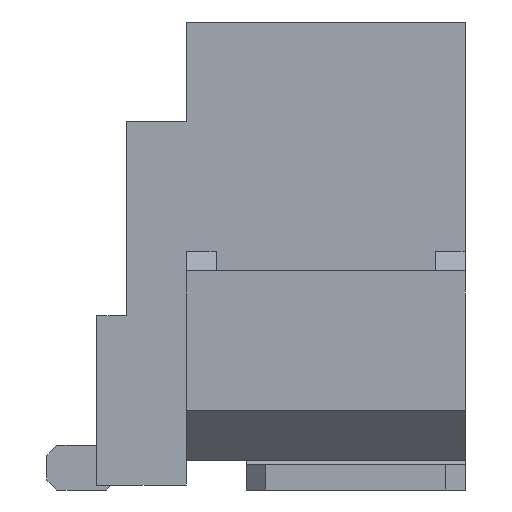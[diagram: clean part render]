
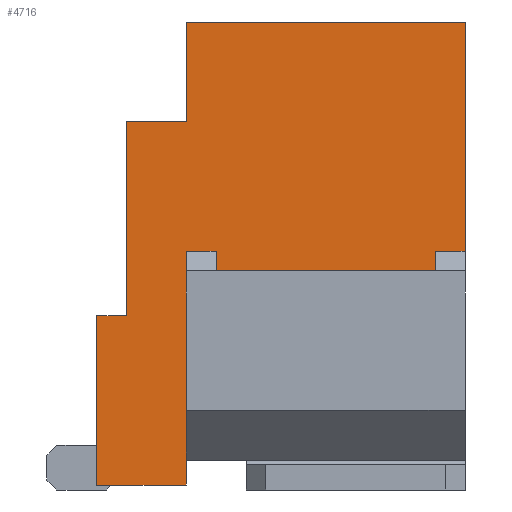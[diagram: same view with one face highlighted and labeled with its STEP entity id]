
A CAD part, left-side view. The second image highlights one B-rep face of the part: STEP entity #4716.
In plain terms, the highlighted planar face has unit normal (-1, 0, 0).
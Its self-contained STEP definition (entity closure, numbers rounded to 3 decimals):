
#130 = EDGE_CURVE ( 'NONE', #1911, #2346, #9929, .T. ) ;
#147 = VECTOR ( 'NONE', #20408, 1000. ) ;
#261 = DIRECTION ( 'NONE',  ( 0., 1., 0. ) ) ;
#273 = VECTOR ( 'NONE', #261, 1000. ) ;
#354 = ORIENTED_EDGE ( 'NONE', *, *, #15831, .F. ) ;
#393 = DIRECTION ( 'NONE',  ( 0., -1., 0. ) ) ;
#453 = LINE ( 'NONE', #5560, #4997 ) ;
#842 = VECTOR ( 'NONE', #11585, 1000. ) ;
#1186 = VERTEX_POINT ( 'NONE', #10626 ) ;
#1646 = VERTEX_POINT ( 'NONE', #19134 ) ;
#1911 = VERTEX_POINT ( 'NONE', #3523 ) ;
#2050 = CARTESIAN_POINT ( 'NONE',  ( -10.25, 1.7, 2.4 ) ) ;
#2346 = VERTEX_POINT ( 'NONE', #7214 ) ;
#2428 = ORIENTED_EDGE ( 'NONE', *, *, #3618, .F. ) ;
#2495 = CARTESIAN_POINT ( 'NONE',  ( -10.25, 1.4, 4.7 ) ) ;
#2791 = CARTESIAN_POINT ( 'NONE',  ( -10.25, 1.7, 4.7 ) ) ;
#2999 = DIRECTION ( 'NONE',  ( 1., 0., 0. ) ) ;
#3523 = CARTESIAN_POINT ( 'NONE',  ( -10.25, -0.8, 2.4 ) ) ;
#3618 = EDGE_CURVE ( 'NONE', #21024, #1646, #20951, .T. ) ;
#3792 = CARTESIAN_POINT ( 'NONE',  ( -10.25, 1.7, 0.05 ) ) ;
#3805 = LINE ( 'NONE', #10965, #17908 ) ;
#3877 = LINE ( 'NONE', #7749, #14070 ) ;
#4063 = VERTEX_POINT ( 'NONE', #4911 ) ;
#4311 = VECTOR ( 'NONE', #20181, 1000. ) ;
#4477 = ORIENTED_EDGE ( 'NONE', *, *, #12451, .F. ) ;
#4716 = ADVANCED_FACE ( 'NONE', ( #11295 ), #24150, .F. ) ;
#4850 = VERTEX_POINT ( 'NONE', #5372 ) ;
#4911 = CARTESIAN_POINT ( 'NONE',  ( -10.25, 1.4, 1.7 ) ) ;
#4997 = VECTOR ( 'NONE', #17118, 1000. ) ;
#5357 = EDGE_CURVE ( 'NONE', #23712, #24605, #16314, .T. ) ;
#5372 = CARTESIAN_POINT ( 'NONE',  ( -10.25, 2.6, 0.05 ) ) ;
#5560 = CARTESIAN_POINT ( 'NONE',  ( -10.25, 1.7, 3.7 ) ) ;
#5624 = VECTOR ( 'NONE', #393, 1000. ) ;
#5657 = ORIENTED_EDGE ( 'NONE', *, *, #5357, .T. ) ;
#7127 = ORIENTED_EDGE ( 'NONE', *, *, #13697, .T. ) ;
#7199 = ORIENTED_EDGE ( 'NONE', *, *, #23777, .T. ) ;
#7214 = CARTESIAN_POINT ( 'NONE',  ( -10.25, -1.1, 2.4 ) ) ;
#7749 = CARTESIAN_POINT ( 'NONE',  ( -10.25, -0.8, 4.7 ) ) ;
#7757 = EDGE_CURVE ( 'NONE', #4063, #12737, #20594, .T. ) ;
#7844 = LINE ( 'NONE', #12351, #22577 ) ;
#8179 = CARTESIAN_POINT ( 'NONE',  ( -10.25, 2.6, 0.05 ) ) ;
#8204 = ORIENTED_EDGE ( 'NONE', *, *, #14786, .F. ) ;
#8817 = VERTEX_POINT ( 'NONE', #10651 ) ;
#9156 = EDGE_LOOP ( 'NONE', ( #7199, #13354, #11837, #11808, #11317, #20640, #11194, #4477, #2428, #17968, #11848, #8204, #354, #5657, #7127 ) ) ;
#9630 = CARTESIAN_POINT ( 'NONE',  ( -10.25, 2.3, 1.75 ) ) ;
#9836 = CARTESIAN_POINT ( 'NONE',  ( -10.25, 2.3, 1.75 ) ) ;
#9875 = CARTESIAN_POINT ( 'NONE',  ( -10.25, 1.7, 0.3 ) ) ;
#9929 = LINE ( 'NONE', #14895, #10513 ) ;
#10513 = VECTOR ( 'NONE', #14736, 1000. ) ;
#10626 = CARTESIAN_POINT ( 'NONE',  ( -10.25, 2.6, 1.75 ) ) ;
#10651 = CARTESIAN_POINT ( 'NONE',  ( -10.25, -1.1, 4.7 ) ) ;
#10965 = CARTESIAN_POINT ( 'NONE',  ( -10.25, -1.1, 4.7 ) ) ;
#11061 = DIRECTION ( 'NONE',  ( 0., 0., 1. ) ) ;
#11194 = ORIENTED_EDGE ( 'NONE', *, *, #21757, .F. ) ;
#11224 = VECTOR ( 'NONE', #11061, 1000. ) ;
#11295 = FACE_OUTER_BOUND ( 'NONE', #9156, .T. ) ;
#11317 = ORIENTED_EDGE ( 'NONE', *, *, #130, .T. ) ;
#11585 = DIRECTION ( 'NONE',  ( 0., -1., 0. ) ) ;
#11808 = ORIENTED_EDGE ( 'NONE', *, *, #20015, .F. ) ;
#11837 = ORIENTED_EDGE ( 'NONE', *, *, #7757, .T. ) ;
#11848 = ORIENTED_EDGE ( 'NONE', *, *, #23289, .T. ) ;
#11909 = CARTESIAN_POINT ( 'NONE',  ( -10.25, 2.3, 3.7 ) ) ;
#11968 = AXIS2_PLACEMENT_3D ( 'NONE', #12571, #2999, #16399 ) ;
#12036 = DIRECTION ( 'NONE',  ( 0., 1., 0. ) ) ;
#12185 = VERTEX_POINT ( 'NONE', #2791 ) ;
#12351 = CARTESIAN_POINT ( 'NONE',  ( -10.25, 2.6, 4.7 ) ) ;
#12430 = DIRECTION ( 'NONE',  ( 0., 0., 1. ) ) ;
#12451 = EDGE_CURVE ( 'NONE', #1646, #12185, #453, .T. ) ;
#12551 = DIRECTION ( 'NONE',  ( 0., 0., 1. ) ) ;
#12571 = CARTESIAN_POINT ( 'NONE',  ( -10.25, 2.6, 4.7 ) ) ;
#12689 = VECTOR ( 'NONE', #12551, 1000. ) ;
#12737 = VERTEX_POINT ( 'NONE', #18041 ) ;
#12889 = DIRECTION ( 'NONE',  ( 0., 0., 1. ) ) ;
#13347 = VERTEX_POINT ( 'NONE', #9630 ) ;
#13354 = ORIENTED_EDGE ( 'NONE', *, *, #19162, .T. ) ;
#13391 = LINE ( 'NONE', #2495, #18536 ) ;
#13518 = VERTEX_POINT ( 'NONE', #17839 ) ;
#13697 = EDGE_CURVE ( 'NONE', #24605, #13518, #17797, .T. ) ;
#14070 = VECTOR ( 'NONE', #21193, 1000. ) ;
#14723 = VECTOR ( 'NONE', #17954, 1000. ) ;
#14736 = DIRECTION ( 'NONE',  ( 0., -1., 0. ) ) ;
#14786 = EDGE_CURVE ( 'NONE', #4850, #1186, #7844, .T. ) ;
#14795 = CARTESIAN_POINT ( 'NONE',  ( -10.25, 2.3, 3.7 ) ) ;
#14895 = CARTESIAN_POINT ( 'NONE',  ( -10.25, 1.7, 2.4 ) ) ;
#15082 = VERTEX_POINT ( 'NONE', #17261 ) ;
#15315 = LINE ( 'NONE', #23744, #14723 ) ;
#15584 = LINE ( 'NONE', #9836, #273 ) ;
#15831 = EDGE_CURVE ( 'NONE', #23712, #4850, #24289, .T. ) ;
#16314 = LINE ( 'NONE', #24585, #11224 ) ;
#16399 = DIRECTION ( 'NONE',  ( 0., 0., -1. ) ) ;
#17118 = DIRECTION ( 'NONE',  ( 0., 0., 1. ) ) ;
#17261 = CARTESIAN_POINT ( 'NONE',  ( -10.25, 1.4, 2.4 ) ) ;
#17587 = EDGE_CURVE ( 'NONE', #13347, #21024, #15315, .T. ) ;
#17797 = LINE ( 'NONE', #24123, #12689 ) ;
#17839 = CARTESIAN_POINT ( 'NONE',  ( -10.25, 1.7, 2.4 ) ) ;
#17908 = VECTOR ( 'NONE', #12889, 1000. ) ;
#17916 = DIRECTION ( 'NONE',  ( 0., 0., -1. ) ) ;
#17954 = DIRECTION ( 'NONE',  ( 0., 0., 1. ) ) ;
#17968 = ORIENTED_EDGE ( 'NONE', *, *, #17587, .F. ) ;
#18041 = CARTESIAN_POINT ( 'NONE',  ( -10.25, -0.8, 1.7 ) ) ;
#18238 = CARTESIAN_POINT ( 'NONE',  ( -10.25, 2.6, 4.7 ) ) ;
#18460 = CARTESIAN_POINT ( 'NONE',  ( -10.25, 1.4, 1.7 ) ) ;
#18536 = VECTOR ( 'NONE', #17916, 1000. ) ;
#19134 = CARTESIAN_POINT ( 'NONE',  ( -10.25, 1.7, 3.7 ) ) ;
#19139 = VECTOR ( 'NONE', #12036, 1000. ) ;
#19162 = EDGE_CURVE ( 'NONE', #15082, #4063, #13391, .T. ) ;
#19630 = LINE ( 'NONE', #18238, #4311 ) ;
#20015 = EDGE_CURVE ( 'NONE', #1911, #12737, #3877, .T. ) ;
#20181 = DIRECTION ( 'NONE',  ( 0., -1., 0. ) ) ;
#20408 = DIRECTION ( 'NONE',  ( 0., -1., 0. ) ) ;
#20594 = LINE ( 'NONE', #18460, #147 ) ;
#20640 = ORIENTED_EDGE ( 'NONE', *, *, #24218, .T. ) ;
#20951 = LINE ( 'NONE', #11909, #5624 ) ;
#21024 = VERTEX_POINT ( 'NONE', #14795 ) ;
#21193 = DIRECTION ( 'NONE',  ( 0., 0., -1. ) ) ;
#21296 = LINE ( 'NONE', #2050, #842 ) ;
#21757 = EDGE_CURVE ( 'NONE', #12185, #8817, #19630, .T. ) ;
#22577 = VECTOR ( 'NONE', #12430, 1000. ) ;
#23289 = EDGE_CURVE ( 'NONE', #13347, #1186, #15584, .T. ) ;
#23712 = VERTEX_POINT ( 'NONE', #3792 ) ;
#23744 = CARTESIAN_POINT ( 'NONE',  ( -10.25, 2.3, 1.75 ) ) ;
#23777 = EDGE_CURVE ( 'NONE', #13518, #15082, #21296, .T. ) ;
#24123 = CARTESIAN_POINT ( 'NONE',  ( -10.25, 1.7, 0.3 ) ) ;
#24150 = PLANE ( 'NONE',  #11968 ) ;
#24218 = EDGE_CURVE ( 'NONE', #2346, #8817, #3805, .T. ) ;
#24289 = LINE ( 'NONE', #8179, #19139 ) ;
#24585 = CARTESIAN_POINT ( 'NONE',  ( -10.25, 1.7, 0.05 ) ) ;
#24605 = VERTEX_POINT ( 'NONE', #9875 ) ;
